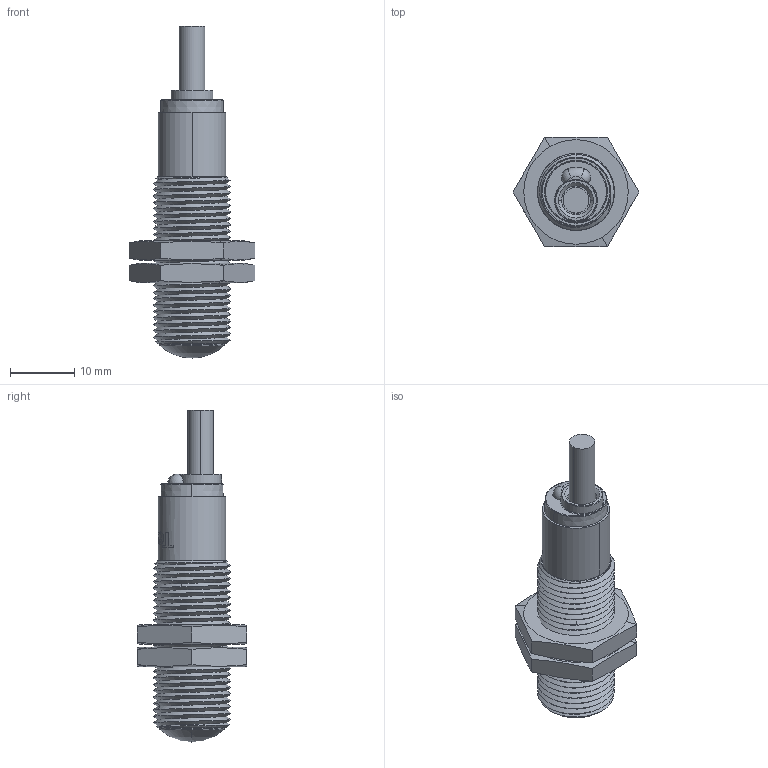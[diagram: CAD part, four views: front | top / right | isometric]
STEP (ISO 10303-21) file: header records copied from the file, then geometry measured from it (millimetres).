
FILE_DESCRIPTION((''),'2;1');
FILE_NAME('LR_TB38_WIRE_LED_ASM','2019-01-24T',('lhm'),(''),'CREO PARAMETRIC BY PTC INC, 2015200','CREO PARAMETRIC BY PTC INC, 2015200','');
FILE_SCHEMA(('AUTOMOTIVE_DESIGN { 1 0 10303 214 1 1 1 1 }'));
Length unit declared in the file: millimetre
Products named in the file (3): LR_TB38_WIRE_LED_1_4; NUT-TB38_5; LR_TB38_WIRE_LED_ASM
Assembly tree (3 placements, depth 2):
  LR_TB38_WIRE_LED_ASM
    LR_TB38_WIRE_LED_1_4
    NUT-TB38_5  x2
Bounding box: 19.63 x 17 x 51.75 mm (x, y, z)
Volume: 2846.8 mm3; surface area: 4775.8 mm2
Topology: 3 solids, 6 shells, 219 faces, 606 edges, 409 vertices
Faces by surface type: plane 69, cylinder 57, bspline 53, cone 20, torus 14, sphere 6
Entity records: 19168 total; most frequent: CARTESIAN_POINT 13461, ORIENTED_EDGE 1136, DIRECTION 891, EDGE_CURVE 568, VERTEX_POINT 389, AXIS2_PLACEMENT_3D 348, EDGE_LOOP 227, FACE_OUTER_BOUND 205
